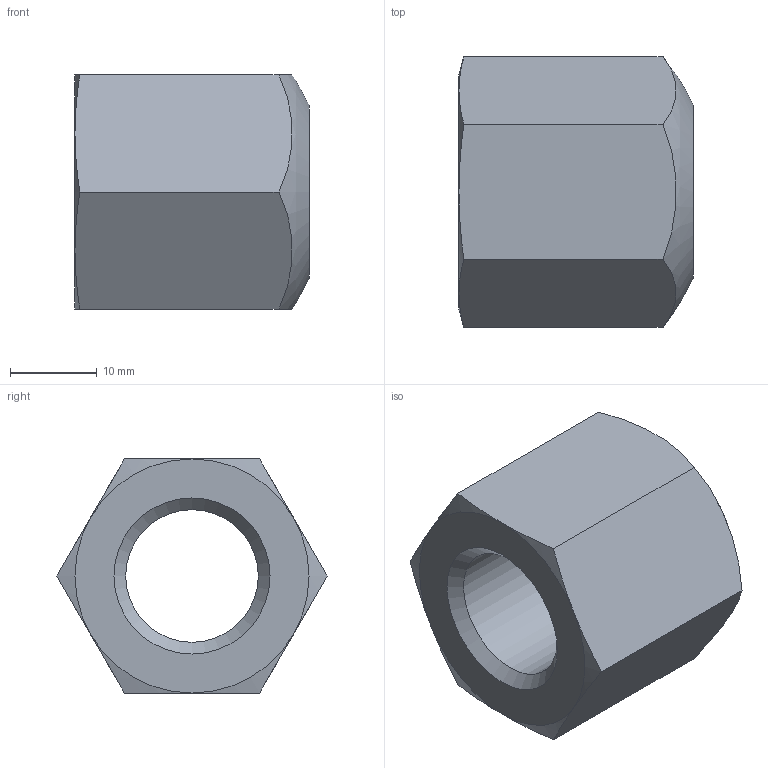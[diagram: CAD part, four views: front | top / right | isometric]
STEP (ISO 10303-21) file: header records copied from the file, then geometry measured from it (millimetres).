
FILE_DESCRIPTION( ( 'STEP AP214' ), '1' );
FILE_NAME( 'K0702.18.stp', '2020-12-09T12:14:25', ( '' ), ( '' ), ' ', 'PARTsolutions', ' ' );
FILE_SCHEMA( ( 'AUTOMOTIVE_DESIGN { 1 0 10303 214 1 1 1 1 }' ) );
Length unit declared in the file: millimetre
Products named in the file (1): _K0702.18
Bounding box: 27 x 31.18 x 27 mm (x, y, z)
Volume: 11599.5 mm3; surface area: 4454.1 mm2
Topology: 1 solids, 1 shells, 18 faces, 40 edges, 24 vertices
Faces by surface type: plane 8, cone 8, sphere 1, cylinder 1
Full cylindrical faces by diameter (mm): 15.294 x1
Entity records: 668 total; most frequent: CARTESIAN_POINT 137, DIRECTION 78, ORIENTED_EDGE 70, AXIS2_PLACEMENT_3D 36, EDGE_CURVE 35, EDGE_LOOP 24, VERTEX_POINT 23, FACE_OUTER_BOUND 20
